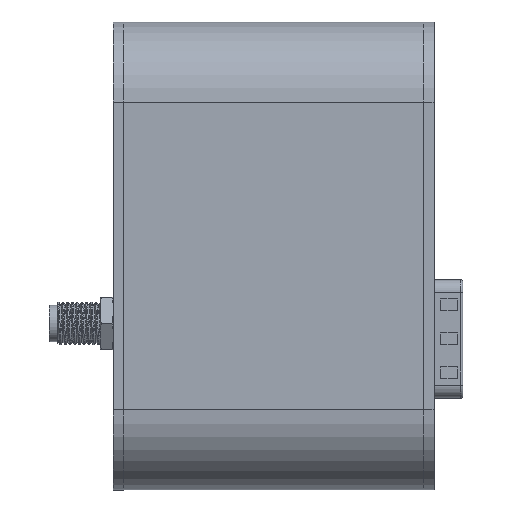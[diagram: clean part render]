
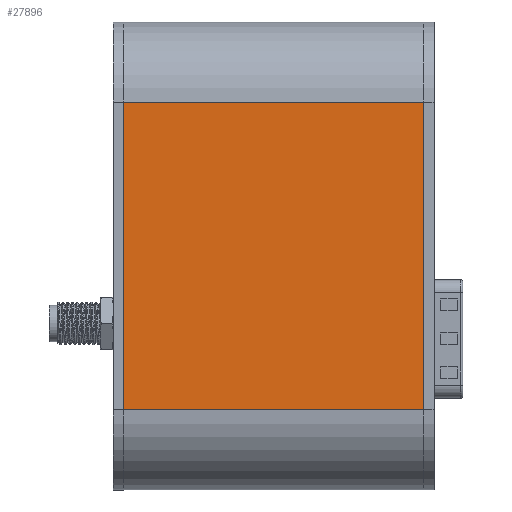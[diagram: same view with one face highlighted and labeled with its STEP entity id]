
A CAD part, top view. The second image highlights one B-rep face of the part: STEP entity #27896.
In plain terms, the highlighted planar face has unit normal (0, 0, 1).
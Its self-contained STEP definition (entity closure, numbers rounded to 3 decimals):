
#1026=PLANE('',#29553);
#2497=FACE_OUTER_BOUND('',#4051,.T.);
#4051=EDGE_LOOP('',(#20270,#20271,#20272,#20273));
#5727=LINE('',#41172,#8841);
#5776=LINE('',#41310,#8890);
#5777=LINE('',#41312,#8891);
#5778=LINE('',#41313,#8892);
#8841=VECTOR('',#32066,10.);
#8890=VECTOR('',#32205,10.);
#8891=VECTOR('',#32206,10.);
#8892=VECTOR('',#32207,10.);
#12719=VERTEX_POINT('',#41169);
#12720=VERTEX_POINT('',#41171);
#12764=VERTEX_POINT('',#41309);
#12765=VERTEX_POINT('',#41311);
#15580=EDGE_CURVE('',#12719,#12720,#5727,.T.);
#15650=EDGE_CURVE('',#12764,#12719,#5776,.T.);
#15651=EDGE_CURVE('',#12765,#12764,#5777,.T.);
#15652=EDGE_CURVE('',#12720,#12765,#5778,.T.);
#20270=ORIENTED_EDGE('',*,*,#15650,.F.);
#20271=ORIENTED_EDGE('',*,*,#15651,.F.);
#20272=ORIENTED_EDGE('',*,*,#15652,.F.);
#20273=ORIENTED_EDGE('',*,*,#15580,.F.);
#27896=ADVANCED_FACE('',(#2497),#1026,.T.);
#29553=AXIS2_PLACEMENT_3D('',#41308,#32203,#32204);
#32066=DIRECTION('',(0.,1.,0.));
#32203=DIRECTION('center_axis',(0.,0.,1.));
#32204=DIRECTION('ref_axis',(0.,-1.,0.));
#32205=DIRECTION('',(-1.,0.,0.));
#32206=DIRECTION('',(0.,-1.,0.));
#32207=DIRECTION('',(1.,0.,0.));
#41169=CARTESIAN_POINT('',(-22.5,-23.,12.));
#41171=CARTESIAN_POINT('',(-22.5,23.,12.));
#41172=CARTESIAN_POINT('',(-22.5,-23.,12.));
#41308=CARTESIAN_POINT('Origin',(0.,23.,12.));
#41309=CARTESIAN_POINT('',(22.5,-23.,12.));
#41310=CARTESIAN_POINT('',(0.,-23.,12.));
#41311=CARTESIAN_POINT('',(22.5,23.,12.));
#41312=CARTESIAN_POINT('',(22.5,-23.,12.));
#41313=CARTESIAN_POINT('',(0.,23.,12.));
